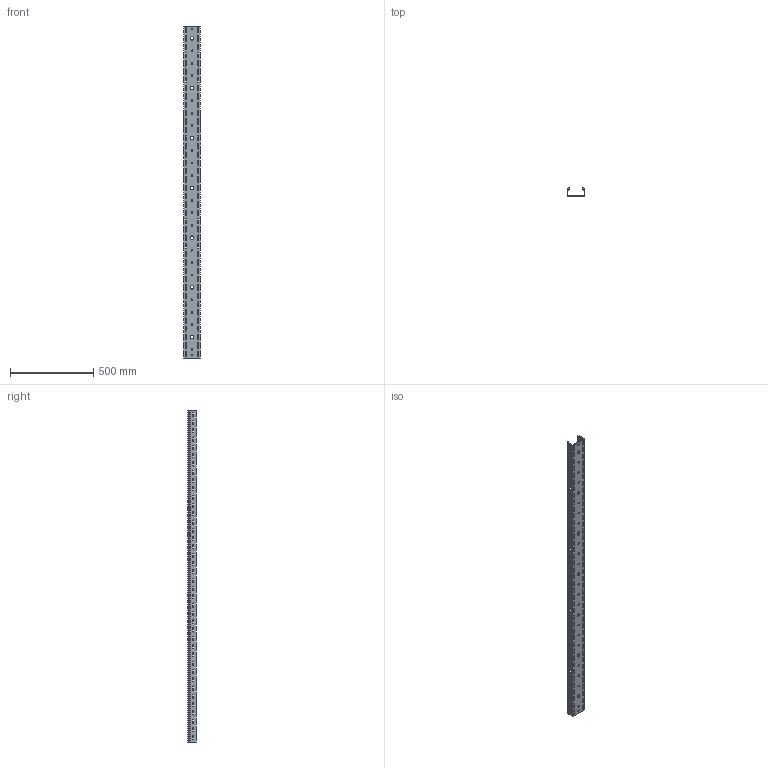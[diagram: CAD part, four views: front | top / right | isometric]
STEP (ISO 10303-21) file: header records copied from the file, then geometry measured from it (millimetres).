
FILE_DESCRIPTION (( 'STEP AP203' ), '1' );
FILE_NAME ('CLP10-050-100-150-2 Ëîòîê ïåðôîðèðîâàííûé ESCA 50õ100õ2000-1,5 IEK.STEP', '2021-10-04T06:51:52', ( '' ), ( '' ), 'SwSTEP 2.0', 'SolidWorks 2017', '' );
FILE_SCHEMA (( 'CONFIG_CONTROL_DESIGN' ));
Length unit declared in the file: millimetre
Products named in the file (1): CLP10-050-100-150-2 Ëîòîê ïåðôîðèðîâàííûé ESCA 50õ100õ2000-1,5 IEK
Bounding box: 100 x 49.97 x 2000 mm (x, y, z)
Volume: 741485.7 mm3; surface area: 790816.8 mm2
Topology: 1 solids, 1 shells, 904 faces, 2706 edges, 1804 vertices
Faces by surface type: cylinder 540, plane 364
Entity records: 31699 total; most frequent: DIRECTION 5596, CARTESIAN_POINT 5415, ORIENTED_EDGE 5412, EDGE_CURVE 2706, AXIS2_PLACEMENT_3D 1985, VERTEX_POINT 1804, VECTOR 1626, LINE 1626
